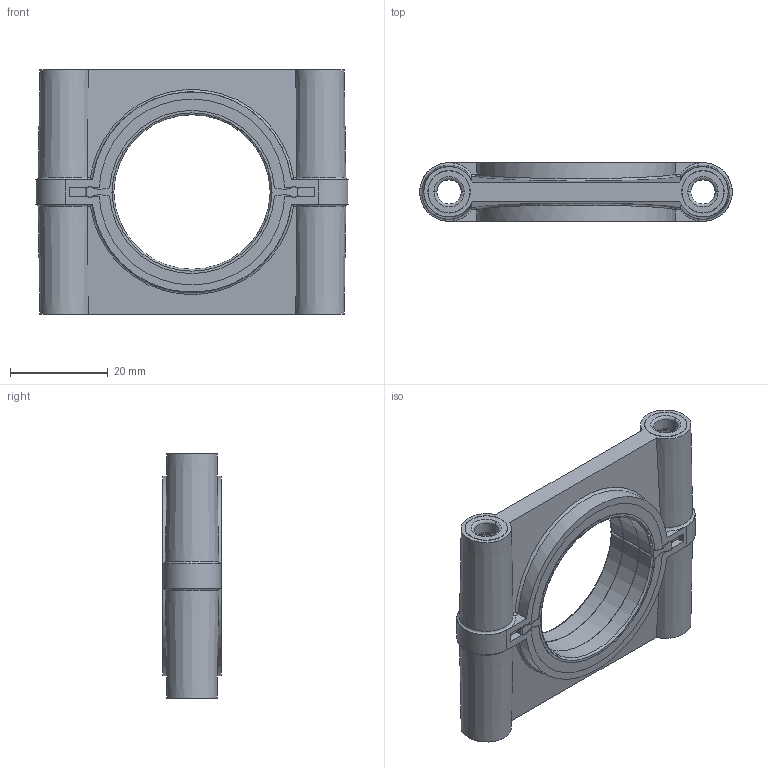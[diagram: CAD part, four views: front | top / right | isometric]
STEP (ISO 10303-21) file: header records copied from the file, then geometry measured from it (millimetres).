
FILE_DESCRIPTION((''),'2;1');
FILE_NAME('35309107811','2020-06-17T',('presta_be4'),(''),'CREO PARAMETRIC BY PTC INC, 2018360','CREO PARAMETRIC BY PTC INC, 2018360','');
FILE_SCHEMA(('CONFIG_CONTROL_DESIGN'));
Length unit declared in the file: millimetre
Products named in the file (1): 35309107811
Bounding box: 63.99 x 12.2 x 50.1 mm (x, y, z)
Volume: 16980.5 mm3; surface area: 10126.4 mm2
Topology: 1 solids, 5 shells, 294 faces, 774 edges, 504 vertices
Faces by surface type: cylinder 152, plane 102, torus 32, bspline 4, cone 4
Entity records: 10542 total; most frequent: CARTESIAN_POINT 3006, DIRECTION 1650, ORIENTED_EDGE 1548, EDGE_CURVE 774, AXIS2_PLACEMENT_3D 646, VERTEX_POINT 504, VECTOR 358, LINE 358
